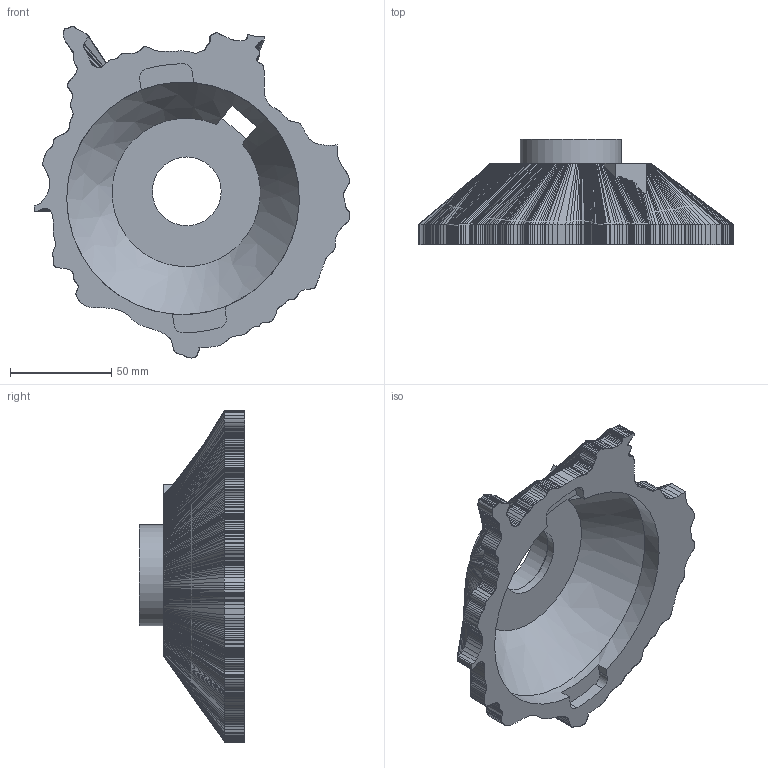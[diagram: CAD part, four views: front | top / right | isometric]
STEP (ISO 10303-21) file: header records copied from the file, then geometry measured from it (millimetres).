
FILE_DESCRIPTION(/* description */ (''),/* implementation_level */ '2;1');
FILE_NAME(/* name */ 'Base top_V2_x1.stp',/* time_stamp */ '2024-07-23T11:56:47+01:00',/* author */ ('patri'),/* organization */ (''),/* preprocessor_version */ 'ST-DEVELOPER v19.2',/* originating_system */ 'Autodesk Inventor 2024',/* authorisation */ '');
FILE_SCHEMA (('AUTOMOTIVE_DESIGN { 1 0 10303 214 3 1 1 }'));
Length unit declared in the file: millimetre
Products named in the file (1): isla gran canaria 4
Bounding box: 156.11 x 52 x 164.07 mm (x, y, z)
Volume: 202849.1 mm3; surface area: 55445 mm2
Topology: 1 solids, 1 shells, 1244 faces, 3136 edges, 1896 vertices
Faces by surface type: bspline 625, cylinder 588, plane 30, cone 1
Full cylindrical faces by diameter (mm): 34 x1, 40 x1, 50 x1, 115 x1
Entity records: 46548 total; most frequent: CARTESIAN_POINT 18124, ORIENTED_EDGE 6272, DIRECTION 5554, EDGE_CURVE 3136, AXIS2_PLACEMENT_3D 2137, VERTEX_POINT 1896, CIRCLE 1484, LINE 1280
